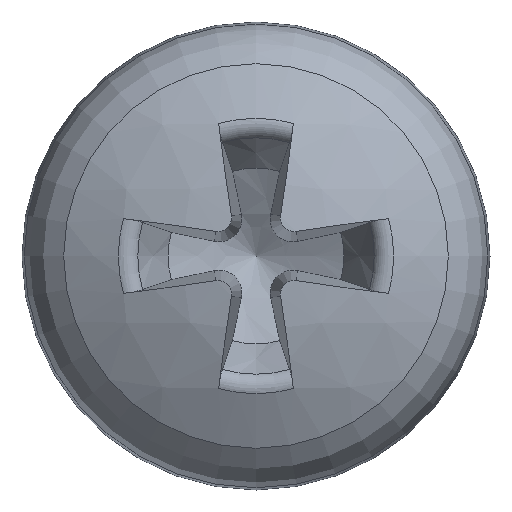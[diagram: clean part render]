
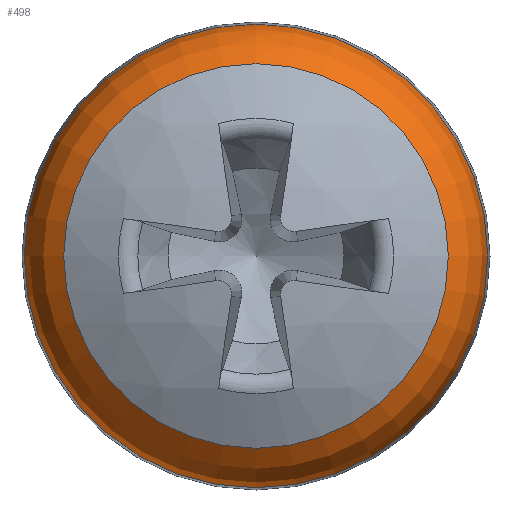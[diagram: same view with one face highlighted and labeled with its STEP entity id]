
A CAD part, left-side view. The second image highlights one B-rep face of the part: STEP entity #498.
In plain terms, the highlighted toroidal (fillet/blend) face has major radius 3.944 mm and minor radius 2 mm.
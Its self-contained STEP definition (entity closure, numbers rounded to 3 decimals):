
#54=TOROIDAL_SURFACE('',#565,3.944,2.);
#78=FACE_OUTER_BOUND('',#108,.T.);
#108=EDGE_LOOP('',(#363,#364,#365,#366,#367));
#174=CIRCLE('',#566,5.943);
#175=CIRCLE('',#567,2.);
#176=CIRCLE('',#568,4.93);
#177=CIRCLE('',#569,5.943);
#218=VERTEX_POINT('',#904);
#219=VERTEX_POINT('',#905);
#220=VERTEX_POINT('',#907);
#276=EDGE_CURVE('',#218,#219,#174,.T.);
#277=EDGE_CURVE('',#219,#220,#175,.T.);
#278=EDGE_CURVE('',#220,#220,#176,.T.);
#279=EDGE_CURVE('',#219,#218,#177,.T.);
#363=ORIENTED_EDGE('',*,*,#276,.T.);
#364=ORIENTED_EDGE('',*,*,#277,.T.);
#365=ORIENTED_EDGE('',*,*,#278,.T.);
#366=ORIENTED_EDGE('',*,*,#277,.F.);
#367=ORIENTED_EDGE('',*,*,#279,.T.);
#498=ADVANCED_FACE('',(#78),#54,.T.);
#565=AXIS2_PLACEMENT_3D('',#903,#659,#660);
#566=AXIS2_PLACEMENT_3D('',#906,#661,#662);
#567=AXIS2_PLACEMENT_3D('',#908,#663,#664);
#568=AXIS2_PLACEMENT_3D('',#909,#665,#666);
#569=AXIS2_PLACEMENT_3D('',#910,#667,#668);
#659=DIRECTION('center_axis',(1.,0.,0.));
#660=DIRECTION('ref_axis',(0.,0.,-1.));
#661=DIRECTION('center_axis',(-1.,0.,0.));
#662=DIRECTION('ref_axis',(0.,-1.,0.));
#663=DIRECTION('center_axis',(0.,-1.,0.));
#664=DIRECTION('ref_axis',(0.,0.,1.));
#665=DIRECTION('center_axis',(1.,0.,0.));
#666=DIRECTION('ref_axis',(0.,-1.,0.));
#667=DIRECTION('center_axis',(-1.,0.,0.));
#668=DIRECTION('ref_axis',(0.,-1.,0.));
#903=CARTESIAN_POINT('Origin',(-1.56,0.,
0.));
#904=CARTESIAN_POINT('',(-1.63,-5.943,0.));
#905=CARTESIAN_POINT('',(-1.63,0.,5.943));
#906=CARTESIAN_POINT('Origin',(-1.63,0.,0.));
#907=CARTESIAN_POINT('',(-3.3,0.,4.93));
#908=CARTESIAN_POINT('Origin',(-1.56,0.,
3.944));
#909=CARTESIAN_POINT('Origin',(-3.3,0.,
0.));
#910=CARTESIAN_POINT('Origin',(-1.63,0.,0.));
